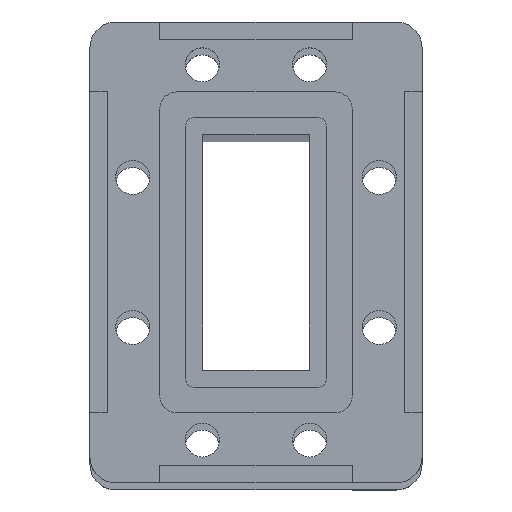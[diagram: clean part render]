
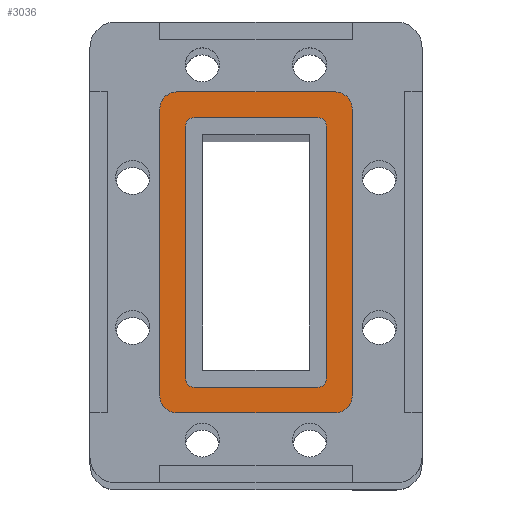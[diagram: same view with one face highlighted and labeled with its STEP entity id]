
A CAD part, top view. The second image highlights one B-rep face of the part: STEP entity #3036.
In plain terms, the highlighted planar face has unit normal (0, 0, 1).
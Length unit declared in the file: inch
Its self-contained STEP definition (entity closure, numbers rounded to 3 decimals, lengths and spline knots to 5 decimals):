
#21 = DIRECTION ( 'NONE',  ( 1., 0., 0. ) ) ;
#69 = CARTESIAN_POINT ( 'NONE',  ( -0.411, 0.736, -0.05 ) ) ;
#84 = VECTOR ( 'NONE', #2349, 39.37008 ) ;
#145 = DIRECTION ( 'NONE',  ( 0., 1., 0. ) ) ;
#227 = VERTEX_POINT ( 'NONE', #4399 ) ;
#265 = CARTESIAN_POINT ( 'NONE',  ( -0.411, 0.786, -0.05 ) ) ;
#275 = LINE ( 'NONE', #4410, #2234 ) ;
#312 = EDGE_CURVE ( 'NONE', #4150, #1105, #1919, .T. ) ;
#361 = ORIENTED_EDGE ( 'NONE', *, *, #1188, .F. ) ;
#366 = VERTEX_POINT ( 'NONE', #1174 ) ;
#453 = CARTESIAN_POINT ( 'NONE',  ( 0.361, -0.786, -0.05 ) ) ;
#457 = DIRECTION ( 'NONE',  ( -1., 0., 0. ) ) ;
#616 = DIRECTION ( 'NONE',  ( 0., 0., 1. ) ) ;
#620 = EDGE_CURVE ( 'NONE', #1942, #3011, #2504, .T. ) ;
#661 = AXIS2_PLACEMENT_3D ( 'NONE', #2718, #1407, #4429 ) ;
#710 = ORIENTED_EDGE ( 'NONE', *, *, #1718, .T. ) ;
#743 = EDGE_CURVE ( 'NONE', #2471, #998, #1947, .T. ) ;
#756 = CARTESIAN_POINT ( 'NONE',  ( -0.461, -0.836, -0.05 ) ) ;
#802 = LINE ( 'NONE', #2178, #3735 ) ;
#809 = CARTESIAN_POINT ( 'NONE',  ( 0.411, 0.736, -0.05 ) ) ;
#818 = ORIENTED_EDGE ( 'NONE', *, *, #620, .F. ) ;
#905 = CIRCLE ( 'NONE', #3810, 0.1 ) ;
#919 = DIRECTION ( 'NONE',  ( 1., 0., 0. ) ) ;
#998 = VERTEX_POINT ( 'NONE', #2698 ) ;
#1044 = CARTESIAN_POINT ( 'NONE',  ( -0.461, -0.936, -0.05 ) ) ;
#1084 = CARTESIAN_POINT ( 'NONE',  ( 0.461, -0.836, -0.05 ) ) ;
#1105 = VERTEX_POINT ( 'NONE', #1823 ) ;
#1116 = DIRECTION ( 'NONE',  ( 0., 0., 1. ) ) ;
#1118 = DIRECTION ( 'NONE',  ( 0., 1., 0. ) ) ;
#1121 = DIRECTION ( 'NONE',  ( 0., 0., 1. ) ) ;
#1130 = ORIENTED_EDGE ( 'NONE', *, *, #1622, .T. ) ;
#1174 = CARTESIAN_POINT ( 'NONE',  ( 0.561, 0.836, -0.05 ) ) ;
#1188 = EDGE_CURVE ( 'NONE', #1336, #3458, #2657, .T. ) ;
#1233 = VERTEX_POINT ( 'NONE', #1659 ) ;
#1277 = ORIENTED_EDGE ( 'NONE', *, *, #2506, .T. ) ;
#1288 = CIRCLE ( 'NONE', #2655, 0.1 ) ;
#1307 = AXIS2_PLACEMENT_3D ( 'NONE', #2398, #2641, #3782 ) ;
#1336 = VERTEX_POINT ( 'NONE', #69 ) ;
#1387 = DIRECTION ( 'NONE',  ( 1., 0., 0. ) ) ;
#1407 = DIRECTION ( 'NONE',  ( 0., 0., -1. ) ) ;
#1424 = CARTESIAN_POINT ( 'NONE',  ( 0.361, 0.786, -0.05 ) ) ;
#1565 = AXIS2_PLACEMENT_3D ( 'NONE', #3441, #2790, #1387 ) ;
#1580 = DIRECTION ( 'NONE',  ( 1., 0., 0. ) ) ;
#1611 = VERTEX_POINT ( 'NONE', #453 ) ;
#1620 = PLANE ( 'NONE',  #4199 ) ;
#1622 = EDGE_CURVE ( 'NONE', #366, #4150, #1288, .T. ) ;
#1659 = CARTESIAN_POINT ( 'NONE',  ( -0.361, -0.786, -0.05 ) ) ;
#1671 = DIRECTION ( 'NONE',  ( 1., 0., 0. ) ) ;
#1718 = EDGE_CURVE ( 'NONE', #1942, #3035, #1999, .T. ) ;
#1792 = DIRECTION ( 'NONE',  ( 1., 0., 0. ) ) ;
#1813 = CARTESIAN_POINT ( 'NONE',  ( 0.561, -0.836, -0.05 ) ) ;
#1823 = CARTESIAN_POINT ( 'NONE',  ( -0.461, 0.936, -0.05 ) ) ;
#1840 = FACE_BOUND ( 'NONE', #3371, .T. ) ;
#1894 = LINE ( 'NONE', #4276, #3165 ) ;
#1919 = LINE ( 'NONE', #2282, #2271 ) ;
#1942 = VERTEX_POINT ( 'NONE', #1424 ) ;
#1947 = LINE ( 'NONE', #2679, #2872 ) ;
#1999 = CIRCLE ( 'NONE', #2154, 0.05 ) ;
#2002 = DIRECTION ( 'NONE',  ( 0., -1., 0. ) ) ;
#2014 = CARTESIAN_POINT ( 'NONE',  ( 0., 0., -0.05 ) ) ;
#2059 = VECTOR ( 'NONE', #2002, 39.37008 ) ;
#2103 = CIRCLE ( 'NONE', #3031, 0.1 ) ;
#2144 = CIRCLE ( 'NONE', #1565, 0.05 ) ;
#2145 = CARTESIAN_POINT ( 'NONE',  ( 0.411, 0.786, -0.05 ) ) ;
#2154 = AXIS2_PLACEMENT_3D ( 'NONE', #2600, #2951, #1580 ) ;
#2178 = CARTESIAN_POINT ( 'NONE',  ( 0.411, -0.786, -0.05 ) ) ;
#2200 = ORIENTED_EDGE ( 'NONE', *, *, #3261, .T. ) ;
#2234 = VECTOR ( 'NONE', #919, 39.37008 ) ;
#2271 = VECTOR ( 'NONE', #3016, 39.37008 ) ;
#2282 = CARTESIAN_POINT ( 'NONE',  ( 0.561, 0.936, -0.05 ) ) ;
#2301 = EDGE_CURVE ( 'NONE', #1105, #227, #4264, .T. ) ;
#2339 = EDGE_LOOP ( 'NONE', ( #4360, #1277, #2625, #3612, #3928, #1130, #4305, #2651 ) ) ;
#2349 = DIRECTION ( 'NONE',  ( 0., -1., 0. ) ) ;
#2398 = CARTESIAN_POINT ( 'NONE',  ( -0.361, 0.736, -0.05 ) ) ;
#2435 = DIRECTION ( 'NONE',  ( 0., 0., 1. ) ) ;
#2471 = VERTEX_POINT ( 'NONE', #1044 ) ;
#2504 = LINE ( 'NONE', #2145, #3802 ) ;
#2506 = EDGE_CURVE ( 'NONE', #4296, #2471, #2103, .T. ) ;
#2509 = CARTESIAN_POINT ( 'NONE',  ( -0.561, -0.836, -0.05 ) ) ;
#2538 = VERTEX_POINT ( 'NONE', #1813 ) ;
#2600 = CARTESIAN_POINT ( 'NONE',  ( 0.361, 0.736, -0.05 ) ) ;
#2625 = ORIENTED_EDGE ( 'NONE', *, *, #743, .T. ) ;
#2631 = ORIENTED_EDGE ( 'NONE', *, *, #2894, .F. ) ;
#2641 = DIRECTION ( 'NONE',  ( 0., 0., -1. ) ) ;
#2651 = ORIENTED_EDGE ( 'NONE', *, *, #2301, .T. ) ;
#2655 = AXIS2_PLACEMENT_3D ( 'NONE', #2891, #1121, #2849 ) ;
#2657 = LINE ( 'NONE', #265, #2059 ) ;
#2679 = CARTESIAN_POINT ( 'NONE',  ( -0.561, -0.936, -0.05 ) ) ;
#2698 = CARTESIAN_POINT ( 'NONE',  ( 0.461, -0.936, -0.05 ) ) ;
#2718 = CARTESIAN_POINT ( 'NONE',  ( -0.361, -0.736, -0.05 ) ) ;
#2722 = CARTESIAN_POINT ( 'NONE',  ( 0.411, -0.736, -0.05 ) ) ;
#2790 = DIRECTION ( 'NONE',  ( 0., 0., -1. ) ) ;
#2849 = DIRECTION ( 'NONE',  ( 1., 0., 0. ) ) ;
#2872 = VECTOR ( 'NONE', #4027, 39.37008 ) ;
#2882 = EDGE_CURVE ( 'NONE', #2538, #366, #1894, .T. ) ;
#2891 = CARTESIAN_POINT ( 'NONE',  ( 0.461, 0.836, -0.05 ) ) ;
#2892 = ORIENTED_EDGE ( 'NONE', *, *, #3127, .T. ) ;
#2894 = EDGE_CURVE ( 'NONE', #3101, #3035, #802, .T. ) ;
#2951 = DIRECTION ( 'NONE',  ( 0., 0., -1. ) ) ;
#3011 = VERTEX_POINT ( 'NONE', #3291 ) ;
#3016 = DIRECTION ( 'NONE',  ( -1., 0., 0. ) ) ;
#3031 = AXIS2_PLACEMENT_3D ( 'NONE', #756, #1116, #1792 ) ;
#3035 = VERTEX_POINT ( 'NONE', #809 ) ;
#3036 = ADVANCED_FACE ( 'NONE', ( #1840, #4267 ), #1620, .T. ) ;
#3071 = CARTESIAN_POINT ( 'NONE',  ( -0.461, 0.836, -0.05 ) ) ;
#3101 = VERTEX_POINT ( 'NONE', #2722 ) ;
#3127 = EDGE_CURVE ( 'NONE', #1336, #3011, #3393, .T. ) ;
#3136 = EDGE_CURVE ( 'NONE', #227, #4296, #3424, .T. ) ;
#3165 = VECTOR ( 'NONE', #1118, 39.37008 ) ;
#3173 = EDGE_CURVE ( 'NONE', #1233, #1611, #275, .T. ) ;
#3241 = ORIENTED_EDGE ( 'NONE', *, *, #3173, .F. ) ;
#3258 = CARTESIAN_POINT ( 'NONE',  ( 0.461, 0.936, -0.05 ) ) ;
#3261 = EDGE_CURVE ( 'NONE', #1233, #3458, #3606, .T. ) ;
#3291 = CARTESIAN_POINT ( 'NONE',  ( -0.361, 0.786, -0.05 ) ) ;
#3371 = EDGE_LOOP ( 'NONE', ( #361, #2892, #818, #710, #2631, #3547, #3241, #2200 ) ) ;
#3380 = DIRECTION ( 'NONE',  ( 1., 0., 0. ) ) ;
#3393 = CIRCLE ( 'NONE', #1307, 0.05 ) ;
#3424 = LINE ( 'NONE', #4067, #84 ) ;
#3441 = CARTESIAN_POINT ( 'NONE',  ( 0.361, -0.736, -0.05 ) ) ;
#3458 = VERTEX_POINT ( 'NONE', #3788 ) ;
#3547 = ORIENTED_EDGE ( 'NONE', *, *, #4220, .T. ) ;
#3606 = CIRCLE ( 'NONE', #661, 0.05 ) ;
#3612 = ORIENTED_EDGE ( 'NONE', *, *, #3720, .T. ) ;
#3709 = DIRECTION ( 'NONE',  ( 0., 0., 1. ) ) ;
#3720 = EDGE_CURVE ( 'NONE', #998, #2538, #905, .T. ) ;
#3735 = VECTOR ( 'NONE', #145, 39.37008 ) ;
#3782 = DIRECTION ( 'NONE',  ( 1., 0., 0. ) ) ;
#3788 = CARTESIAN_POINT ( 'NONE',  ( -0.411, -0.736, -0.05 ) ) ;
#3802 = VECTOR ( 'NONE', #457, 39.37008 ) ;
#3810 = AXIS2_PLACEMENT_3D ( 'NONE', #1084, #2435, #21 ) ;
#3928 = ORIENTED_EDGE ( 'NONE', *, *, #2882, .T. ) ;
#4027 = DIRECTION ( 'NONE',  ( 1., 0., 0. ) ) ;
#4028 = AXIS2_PLACEMENT_3D ( 'NONE', #3071, #616, #3380 ) ;
#4067 = CARTESIAN_POINT ( 'NONE',  ( -0.561, 0.936, -0.05 ) ) ;
#4150 = VERTEX_POINT ( 'NONE', #3258 ) ;
#4199 = AXIS2_PLACEMENT_3D ( 'NONE', #2014, #3709, #1671 ) ;
#4220 = EDGE_CURVE ( 'NONE', #3101, #1611, #2144, .T. ) ;
#4264 = CIRCLE ( 'NONE', #4028, 0.1 ) ;
#4267 = FACE_OUTER_BOUND ( 'NONE', #2339, .T. ) ;
#4276 = CARTESIAN_POINT ( 'NONE',  ( 0.561, -0.936, -0.05 ) ) ;
#4296 = VERTEX_POINT ( 'NONE', #2509 ) ;
#4305 = ORIENTED_EDGE ( 'NONE', *, *, #312, .T. ) ;
#4360 = ORIENTED_EDGE ( 'NONE', *, *, #3136, .T. ) ;
#4399 = CARTESIAN_POINT ( 'NONE',  ( -0.561, 0.836, -0.05 ) ) ;
#4410 = CARTESIAN_POINT ( 'NONE',  ( -0.411, -0.786, -0.05 ) ) ;
#4429 = DIRECTION ( 'NONE',  ( 1., 0., 0. ) ) ;
